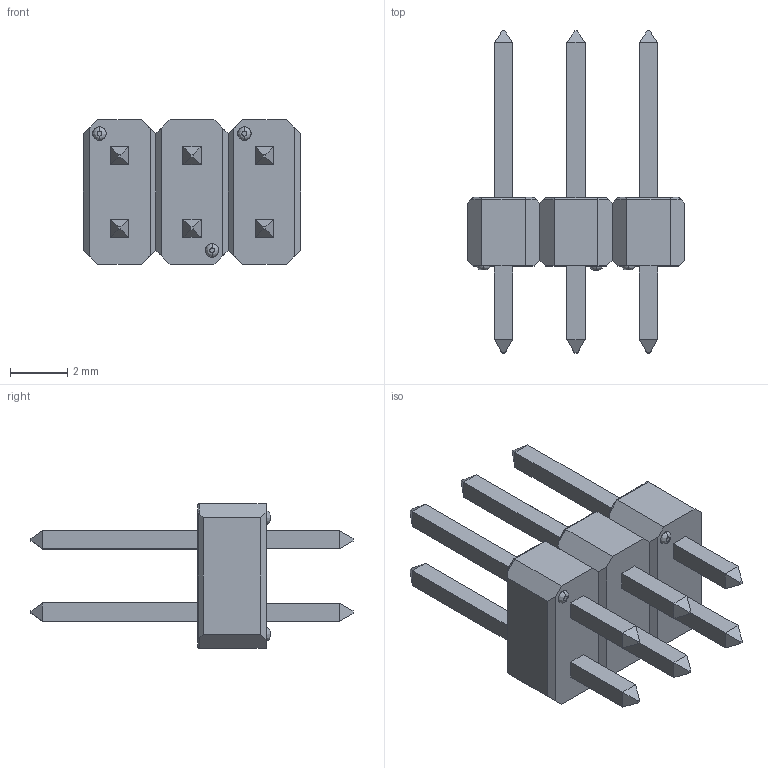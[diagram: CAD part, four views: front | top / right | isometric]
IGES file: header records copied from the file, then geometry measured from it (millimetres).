
Start section: SolidWorks IGES file using analytic representation for surfaces
Global section: file name: P(B,C)C03DAAN.IGS; native system: SolidWorks 2014; preprocessor: SolidWorks 2014; author: shane_sorenson; date: 180213.131748; units: millimetre
Bounding box: 7.62 x 11.29 x 5.08 mm (x, y, z)
Surface area: 306.4 mm2 (no closed solid volume)
Topology: 0 solids, 0 shells, 195 faces, 972 edges, 972 vertices
Faces by surface type: bspline 171, revolution 24
